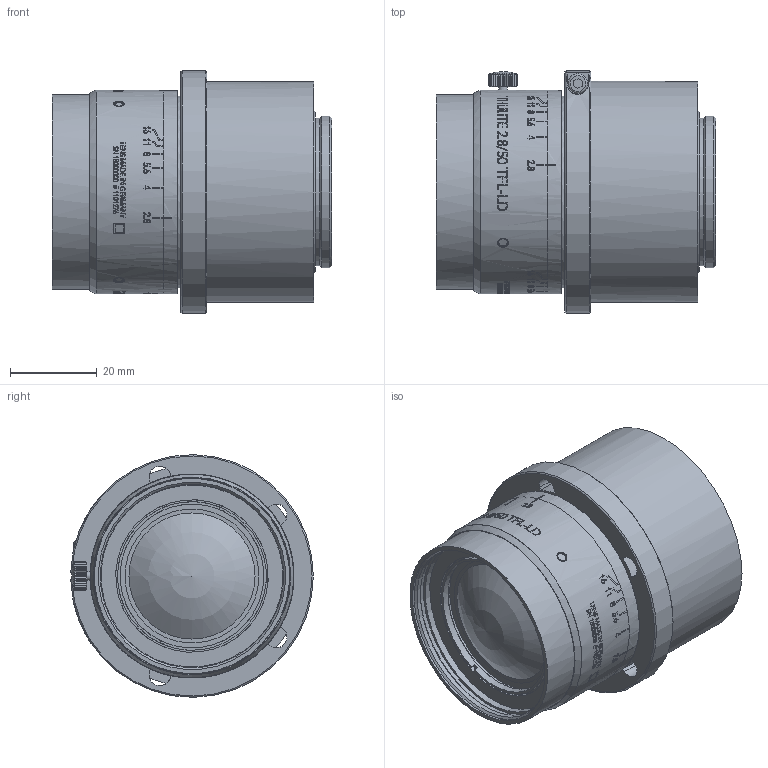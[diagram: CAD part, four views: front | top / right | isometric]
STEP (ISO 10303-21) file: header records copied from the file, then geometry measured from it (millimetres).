
FILE_DESCRIPTION(/* description */ (''),/* implementation_level */ '2;1');
FILE_NAME(/* name */ '1101276_00167128_001.stp',/* time_stamp */ '2022-01-19T09:06:29+01:00',/* author */ (''),/* organization */ (''),/* preprocessor_version */ 'ST-DEVELOPER v16',/* originating_system */ 'SIEMENS PLM Software NX 10.0',/* authorisation */ '');
FILE_SCHEMA (('AP203_CONFIGURATION_CONTROLLED_3D_DESIGN_OF_MECHANICAL_PARTS_AND_ASSEMBLIES_MIM_LF { 1 0 10303 403 2 1 2}'));
Length unit declared in the file: millimetre
Products named in the file (1): Guge4F909336y1w1
Bounding box: 64.49 x 55.99 x 55.99 mm (x, y, z)
Volume: 105058.6 mm3; surface area: 23151.5 mm2
Topology: 1 solids, 2 shells, 375 faces, 1457 edges, 1249 vertices
Faces by surface type: cylinder 217, plane 133, cone 21, sphere 3, torus 1
Full cylindrical faces by diameter (mm): 2 x1, 2.05 x3, 2.5 x1, 2.8 x1, 4.5 x1, 33 x1, 33.2 x1, 33.91 x1, 34 x1, 34.1 x1, 34.3 x1, 35 x1, 35.2 x1, 36.2 x1, 37.065 x1, 37.3 x1, 38.2 x1, 38.447 x1, 42 x1, 42.3 x1, 43.2 x2, 44.3 x1, 45 x1, 45.3 x1, 46.758 x1, 47 x1, 47.04 x2, 51 x1
Entity records: 18542 total; most frequent: CARTESIAN_POINT 7807, ORIENTED_EDGE 2747, EDGE_CURVE 1376, DIRECTION 1257, VERTEX_POINT 1219, B_SPLINE_CURVE_WITH_KNOTS 994, EDGE_LOOP 613, AXIS2_PLACEMENT_3D 537
